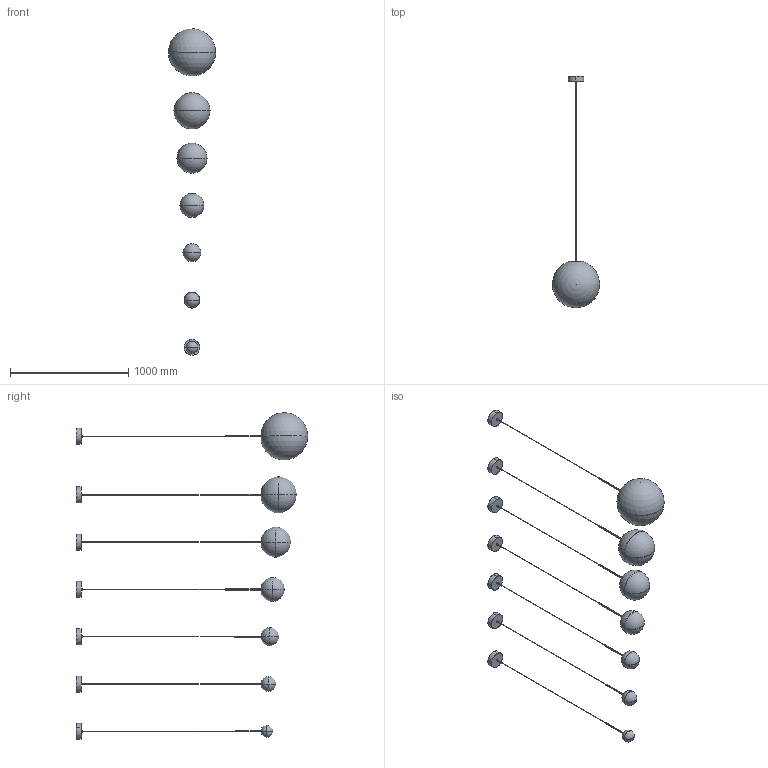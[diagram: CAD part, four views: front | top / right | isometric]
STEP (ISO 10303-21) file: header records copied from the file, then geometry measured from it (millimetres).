
FILE_DESCRIPTION (( 'STEP AP214' ), '1' );
FILE_NAME ('Pablo Designs - Bola Sphere Pendant - Share CAD - 111723.STEP', '2023-11-18T00:21:55', ( '' ), ( '' ), 'SwSTEP 2.0', 'SolidWorks 2019', '' );
FILE_SCHEMA (( 'AUTOMOTIVE_DESIGN' ));
Length unit declared in the file: inch
Products named in the file (4): Pablo Designs - Bola Sphere Pendant - Share CAD - 111723; bola-sphere-pendant-family (2); Bola Canopy - 1117; 16 GLOBE ONLY
Assembly tree (9 placements, depth 2):
  Pablo Designs - Bola Sphere Pendant - Share CAD - 111723
    bola-sphere-pendant-family (2)
    16 GLOBE ONLY
    Bola Canopy - 1117  x7
Bounding box: 399.65 x 1958.42 x 2762.27 mm (x, y, z)
Volume: 6011310.3 mm3; surface area: 3206658.7 mm2
Topology: 46 solids, 46 shells, 734 faces, 1802 edges, 1152 vertices
Faces by surface type: cylinder 351, plane 206, sphere 60, cone 60, torus 32, bspline 25
Entity records: 39552 total; most frequent: CARTESIAN_POINT 16771, DIRECTION 3151, ORIENTED_EDGE 3032, EDGE_CURVE 1516, AXIS2_PLACEMENT_3D 1281, VERTEX_POINT 996, EDGE_LOOP 692, CIRCLE 674
